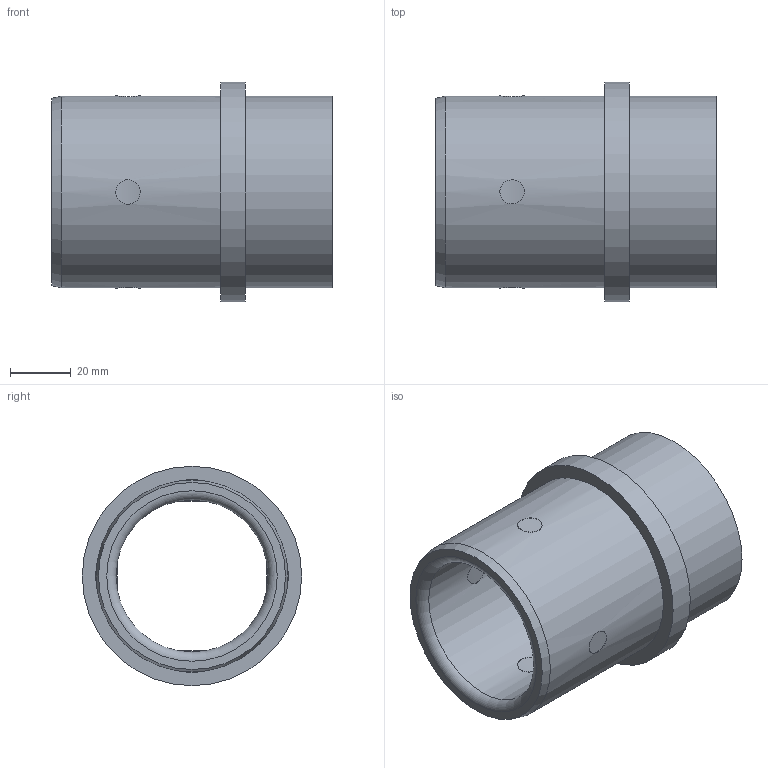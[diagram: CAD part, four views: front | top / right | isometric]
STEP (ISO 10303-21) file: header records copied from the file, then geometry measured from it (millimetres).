
FILE_DESCRIPTION( ( 'STEP AP203' ), ' ' );
FILE_NAME( 'R2087.73.50x92x55.5x28.5.stp', '2016-03-11T10:04:05', ( '' ), ( '' ), ' ', 'PARTsolutions', ' ' );
FILE_SCHEMA( ( 'CONFIG_CONTROL_DESIGN' ) );
Length unit declared in the file: millimetre
Products named in the file (1): _R2087.73.50x92x55.5x28.5
Bounding box: 92 x 72 x 72 mm (x, y, z)
Volume: 112709.3 mm3; surface area: 36517.6 mm2
Topology: 1 solids, 1 shells, 27 faces, 46 edges, 29 vertices
Faces by surface type: cylinder 20, plane 4, torus 2, cone 1
Full cylindrical faces by diameter (mm): 8 x8, 50 x1, 63 x2, 72 x1
Entity records: 1584 total; most frequent: CARTESIAN_POINT 1122, DIRECTION 78, EDGE_LOOP 54, ORIENTED_EDGE 54, FACE_OUTER_BOUND 41, AXIS2_PLACEMENT_3D 39, ADVANCED_FACE 27, EDGE_CURVE 27
